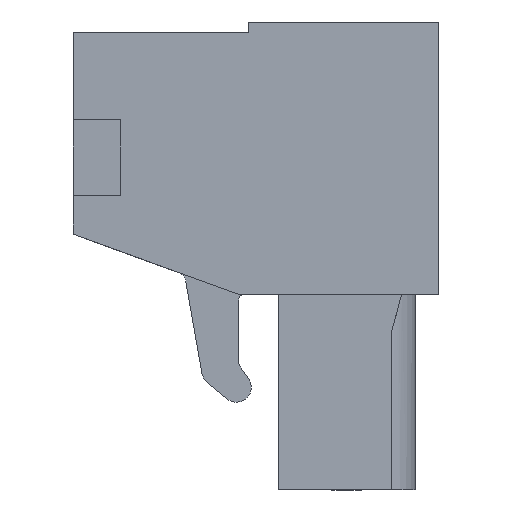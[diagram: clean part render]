
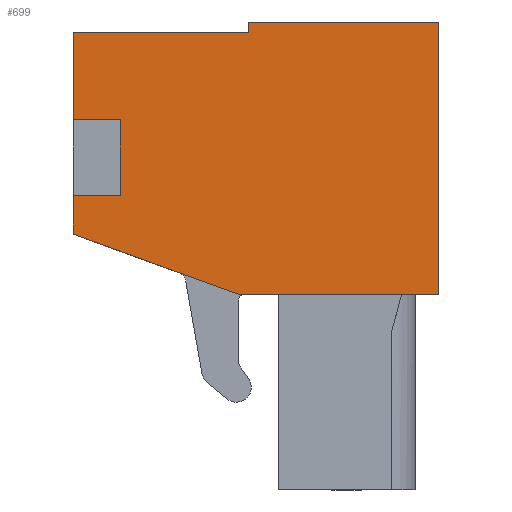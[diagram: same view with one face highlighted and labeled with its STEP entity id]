
A CAD part, left-side view. The second image highlights one B-rep face of the part: STEP entity #699.
In plain terms, the highlighted planar face has unit normal (-1, 0, 0).
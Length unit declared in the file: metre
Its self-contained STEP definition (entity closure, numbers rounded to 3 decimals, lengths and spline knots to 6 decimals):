
#699=ADVANCED_FACE('',(#1646),#1647,.T.);
#1646=FACE_OUTER_BOUND('',#2834,.T.);
#1647=PLANE('',#2835);
#2834=EDGE_LOOP('',(#4851,#4852,#4853,#4854,#4855,#4856,#4857,#4858,#4859,#4860,#4861));
#2835=AXIS2_PLACEMENT_3D('',#4862,#4863,#4864);
#4851=ORIENTED_EDGE('',*,*,#7391,.F.);
#4852=ORIENTED_EDGE('',*,*,#7099,.T.);
#4853=ORIENTED_EDGE('',*,*,#7392,.F.);
#4854=ORIENTED_EDGE('',*,*,#6728,.T.);
#4855=ORIENTED_EDGE('',*,*,#7393,.T.);
#4856=ORIENTED_EDGE('',*,*,#7394,.T.);
#4857=ORIENTED_EDGE('',*,*,#7395,.T.);
#4858=ORIENTED_EDGE('',*,*,#7396,.T.);
#4859=ORIENTED_EDGE('',*,*,#7397,.T.);
#4860=ORIENTED_EDGE('',*,*,#7398,.T.);
#4861=ORIENTED_EDGE('',*,*,#6720,.T.);
#4862=CARTESIAN_POINT('',(0.00762,0.0152,-0.008892));
#4863=DIRECTION('',(-1.0,0.,0.));
#4864=DIRECTION('',(0.,0.0,1.0));
#6720=EDGE_CURVE('',#7968,#7969,#7970,.T.);
#6728=EDGE_CURVE('',#7985,#7983,#7986,.T.);
#7099=EDGE_CURVE('',#8619,#8621,#8623,.T.);
#7391=EDGE_CURVE('',#8619,#7969,#9056,.T.);
#7392=EDGE_CURVE('',#7985,#8621,#9057,.T.);
#7393=EDGE_CURVE('',#7983,#9058,#9059,.T.);
#7394=EDGE_CURVE('',#9058,#9060,#9061,.T.);
#7395=EDGE_CURVE('',#9060,#9062,#9063,.T.);
#7396=EDGE_CURVE('',#9062,#9064,#9065,.T.);
#7397=EDGE_CURVE('',#9064,#9066,#9067,.T.);
#7398=EDGE_CURVE('',#9066,#7968,#9068,.T.);
#7968=VERTEX_POINT('',#9778);
#7969=VERTEX_POINT('',#9779);
#7970=LINE('',#9780,#9781);
#7983=VERTEX_POINT('',#9800);
#7985=VERTEX_POINT('',#9803);
#7986=LINE('',#9804,#9805);
#8619=VERTEX_POINT('',#10686);
#8621=VERTEX_POINT('',#10689);
#8623=LINE('',#10692,#10693);
#9056=LINE('',#11315,#11316);
#9057=LINE('',#11317,#11318);
#9058=VERTEX_POINT('',#11319);
#9059=LINE('',#11320,#11321);
#9060=VERTEX_POINT('',#11322);
#9061=LINE('',#11323,#11324);
#9062=VERTEX_POINT('',#11325);
#9063=LINE('',#11326,#11327);
#9064=VERTEX_POINT('',#11328);
#9065=LINE('',#11329,#11330);
#9066=VERTEX_POINT('',#11331);
#9067=LINE('',#11332,#11333);
#9068=LINE('',#11334,#11335);
#9778=CARTESIAN_POINT('',(0.00762,0.0155,-0.00045));
#9779=CARTESIAN_POINT('',(0.00762,0.0155,-0.00415));
#9780=CARTESIAN_POINT('',(0.00762,0.0155,-0.008892));
#9781=VECTOR('',#12252,1.0);
#9800=CARTESIAN_POINT('',(0.00762,0.0155,-0.009002));
#9803=CARTESIAN_POINT('',(0.00762,0.0155,-0.00735));
#9804=CARTESIAN_POINT('',(0.00762,0.0155,-0.008892));
#9805=VECTOR('',#12260,1.0);
#10686=CARTESIAN_POINT('',(0.00762,0.0135,-0.00415));
#10689=CARTESIAN_POINT('',(0.00762,0.0135,-0.00735));
#10692=CARTESIAN_POINT('',(0.00762,0.0135,-0.008892));
#10693=VECTOR('',#12669,1.0);
#11315=CARTESIAN_POINT('',(0.00762,0.0152,-0.00415));
#11316=VECTOR('',#12972,1.0);
#11317=CARTESIAN_POINT('',(0.00762,0.0152,-0.00735));
#11318=VECTOR('',#12973,1.0);
#11319=CARTESIAN_POINT('',(0.00762,0.0085,-0.01155));
#11320=CARTESIAN_POINT('',(0.00762,0.0085,-0.01155));
#11321=VECTOR('',#12974,1.0);
#11322=CARTESIAN_POINT('',(0.00762,0.0,-0.01155));
#11323=CARTESIAN_POINT('',(0.00762,0.0,-0.01155));
#11324=VECTOR('',#12975,1.0);
#11325=CARTESIAN_POINT('',(0.00762,0.0,0.));
#11326=CARTESIAN_POINT('',(0.00762,0.0,0.));
#11327=VECTOR('',#12976,1.0);
#11328=CARTESIAN_POINT('',(0.00762,0.00805,0.));
#11329=CARTESIAN_POINT('',(0.00762,0.00805,0.));
#11330=VECTOR('',#12977,1.0);
#11331=CARTESIAN_POINT('',(0.00762,0.00805,-0.00045));
#11332=CARTESIAN_POINT('',(0.00762,0.00805,-0.00045));
#11333=VECTOR('',#12978,1.0);
#11334=CARTESIAN_POINT('',(0.00762,0.0155,-0.00045));
#11335=VECTOR('',#12979,1.0);
#12252=DIRECTION('',(0.,0.,-1.0));
#12260=DIRECTION('',(0.,0.,-1.0));
#12669=DIRECTION('',(0.,0.,-1.0));
#12972=DIRECTION('',(0.0,1.0,0.0));
#12973=DIRECTION('',(0.0,-1.0,0.0));
#12974=DIRECTION('',(0.,-0.94,-0.342));
#12975=DIRECTION('',(0.,-1.0,0.));
#12976=DIRECTION('',(0.,0.,1.0));
#12977=DIRECTION('',(0.,1.0,0.));
#12978=DIRECTION('',(0.,0.,-1.0));
#12979=DIRECTION('',(0.,1.0,0.));
